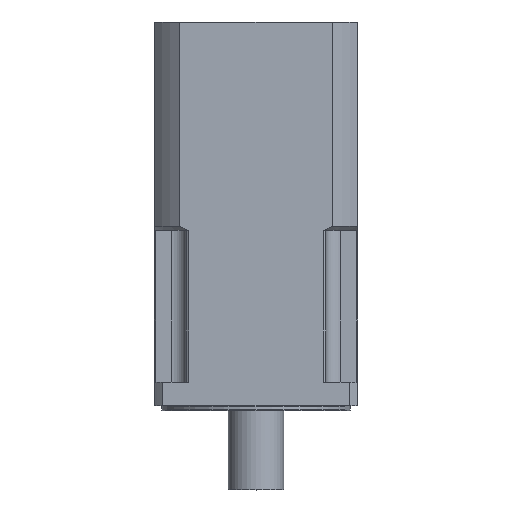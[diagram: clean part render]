
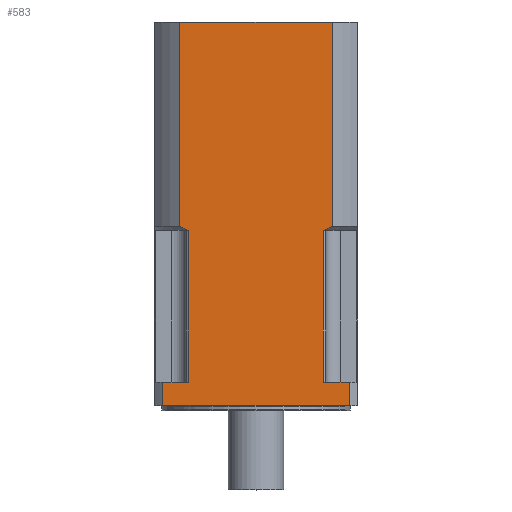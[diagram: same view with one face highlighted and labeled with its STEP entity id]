
A CAD part, top view. The second image highlights one B-rep face of the part: STEP entity #583.
In plain terms, the highlighted planar face has unit normal (0, 0, 1).
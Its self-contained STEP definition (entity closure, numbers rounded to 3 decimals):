
#583=ADVANCED_FACE('',(#893),#833,.T.);
#833=PLANE('',#4574);
#893=FACE_OUTER_BOUND('',#1127,.T.);
#1127=EDGE_LOOP('',(#1619,#1620,#1621,#1622,#1623,#1624,#1625,#1626,#1627,
#1628,#1629,#1630,#1631,#1632));
#1419=B_SPLINE_CURVE_WITH_KNOTS('',3,(#6475,#6476,#6477,#6478),.UNSPECIFIED.,
.F.,.F.,(4,4),(0.,1.),.UNSPECIFIED.);
#1420=B_SPLINE_CURVE_WITH_KNOTS('',3,(#6486,#6487,#6488,#6489),.UNSPECIFIED.,
.F.,.F.,(4,4),(0.,1.),.UNSPECIFIED.);
#1619=ORIENTED_EDGE('',*,*,#3409,.T.);
#1620=ORIENTED_EDGE('',*,*,#3410,.T.);
#1621=ORIENTED_EDGE('',*,*,#3411,.T.);
#1622=ORIENTED_EDGE('',*,*,#3412,.F.);
#1623=ORIENTED_EDGE('',*,*,#3413,.T.);
#1624=ORIENTED_EDGE('',*,*,#3414,.T.);
#1625=ORIENTED_EDGE('',*,*,#3415,.T.);
#1626=ORIENTED_EDGE('',*,*,#3416,.F.);
#1627=ORIENTED_EDGE('',*,*,#3417,.T.);
#1628=ORIENTED_EDGE('',*,*,#3418,.F.);
#1629=ORIENTED_EDGE('',*,*,#3419,.F.);
#1630=ORIENTED_EDGE('',*,*,#3420,.F.);
#1631=ORIENTED_EDGE('',*,*,#3421,.T.);
#1632=ORIENTED_EDGE('',*,*,#3422,.F.);
#2953=VERTEX_POINT('',#6473);
#2954=VERTEX_POINT('',#6474);
#2955=VERTEX_POINT('',#6479);
#2956=VERTEX_POINT('',#6481);
#2957=VERTEX_POINT('',#6483);
#2958=VERTEX_POINT('',#6485);
#2959=VERTEX_POINT('',#6490);
#2960=VERTEX_POINT('',#6492);
#2961=VERTEX_POINT('',#6494);
#2962=VERTEX_POINT('',#6496);
#2963=VERTEX_POINT('',#6498);
#2964=VERTEX_POINT('',#6500);
#2965=VERTEX_POINT('',#6502);
#2966=VERTEX_POINT('',#6504);
#3409=EDGE_CURVE('',#2953,#2954,#4062,.T.);
#3410=EDGE_CURVE('',#2954,#2955,#1419,.T.);
#3411=EDGE_CURVE('',#2955,#2956,#4063,.T.);
#3412=EDGE_CURVE('',#2957,#2956,#4064,.T.);
#3413=EDGE_CURVE('',#2957,#2958,#4065,.T.);
#3414=EDGE_CURVE('',#2958,#2959,#1420,.T.);
#3415=EDGE_CURVE('',#2959,#2960,#4066,.T.);
#3416=EDGE_CURVE('',#2961,#2960,#4067,.T.);
#3417=EDGE_CURVE('',#2961,#2962,#4068,.T.);
#3418=EDGE_CURVE('',#2963,#2962,#4069,.T.);
#3419=EDGE_CURVE('',#2964,#2963,#4070,.T.);
#3420=EDGE_CURVE('',#2965,#2964,#4071,.T.);
#3421=EDGE_CURVE('',#2965,#2966,#4072,.T.);
#3422=EDGE_CURVE('',#2953,#2966,#4073,.T.);
#4062=LINE('',#6472,#4334);
#4063=LINE('',#6480,#4335);
#4064=LINE('',#6482,#4336);
#4065=LINE('',#6484,#4337);
#4066=LINE('',#6491,#4338);
#4067=LINE('',#6493,#4339);
#4068=LINE('',#6495,#4340);
#4069=LINE('',#6497,#4341);
#4070=LINE('',#6499,#4342);
#4071=LINE('',#6501,#4343);
#4072=LINE('',#6503,#4344);
#4073=LINE('',#6505,#4345);
#4334=VECTOR('',#5130,1.);
#4335=VECTOR('',#5131,1.);
#4336=VECTOR('',#5132,1.);
#4337=VECTOR('',#5133,1.);
#4338=VECTOR('',#5134,1.);
#4339=VECTOR('',#5135,1.);
#4340=VECTOR('',#5136,1.);
#4341=VECTOR('',#5137,1.);
#4342=VECTOR('',#5138,1.);
#4343=VECTOR('',#5139,1.);
#4344=VECTOR('',#5140,1.);
#4345=VECTOR('',#5141,1.);
#4574=AXIS2_PLACEMENT_3D('',#6506,#5142,#5143);
#5130=DIRECTION('',(1.,0.,0.));
#5131=DIRECTION('',(0.,1.,0.));
#5132=DIRECTION('',(1.,0.,0.));
#5133=DIRECTION('',(0.,-1.,0.));
#5134=DIRECTION('',(1.,0.,0.));
#5135=DIRECTION('',(0.,1.,0.));
#5136=DIRECTION('',(-1.,0.,0.));
#5137=DIRECTION('',(0.,1.,0.));
#5138=DIRECTION('',(-1.,0.,0.));
#5139=DIRECTION('',(0.,-1.,0.));
#5140=DIRECTION('',(-1.,0.,0.));
#5141=DIRECTION('',(0.,-1.,0.));
#5142=DIRECTION('',(0.,0.,1.));
#5143=DIRECTION('',(1.,0.,0.));
#6472=CARTESIAN_POINT('',(-35.,120.,105.));
#6473=CARTESIAN_POINT('',(81.433,120.,105.));
#6474=CARTESIAN_POINT('',(82.331,120.,105.));
#6475=CARTESIAN_POINT('',(82.331,120.,105.));
#6476=CARTESIAN_POINT('',(84.069,120.974,105.));
#6477=CARTESIAN_POINT('',(85.792,121.975,105.));
#6478=CARTESIAN_POINT('',(87.5,123.,105.));
#6479=CARTESIAN_POINT('',(87.5,123.,105.));
#6480=CARTESIAN_POINT('',(87.5,120.,105.));
#6481=CARTESIAN_POINT('',(87.5,263.5,105.));
#6482=CARTESIAN_POINT('',(-35.,263.5,105.));
#6483=CARTESIAN_POINT('',(-17.5,263.5,105.));
#6484=CARTESIAN_POINT('',(-17.5,120.,105.));
#6485=CARTESIAN_POINT('',(-17.5,123.,105.));
#6486=CARTESIAN_POINT('',(-17.5,123.,105.));
#6487=CARTESIAN_POINT('',(-15.792,121.975,105.));
#6488=CARTESIAN_POINT('',(-14.069,120.974,105.));
#6489=CARTESIAN_POINT('',(-12.331,120.,105.));
#6490=CARTESIAN_POINT('',(-12.331,120.,105.));
#6491=CARTESIAN_POINT('',(-35.,120.,105.));
#6492=CARTESIAN_POINT('',(-11.433,120.,105.));
#6493=CARTESIAN_POINT('',(-11.433,120.,105.));
#6494=CARTESIAN_POINT('',(-11.433,15.5,105.));
#6495=CARTESIAN_POINT('',(35.,15.5,105.));
#6496=CARTESIAN_POINT('',(-29.226,15.5,105.));
#6497=CARTESIAN_POINT('',(-29.226,-0.5,105.));
#6498=CARTESIAN_POINT('',(-29.226,-0.5,105.));
#6499=CARTESIAN_POINT('',(35.,-0.5,105.));
#6500=CARTESIAN_POINT('',(99.226,-0.5,105.));
#6501=CARTESIAN_POINT('',(99.226,-0.5,105.));
#6502=CARTESIAN_POINT('',(99.226,15.5,105.));
#6503=CARTESIAN_POINT('',(35.,15.5,105.));
#6504=CARTESIAN_POINT('',(81.433,15.5,105.));
#6505=CARTESIAN_POINT('',(81.433,120.,105.));
#6506=CARTESIAN_POINT('',(35.,59.75,105.));
